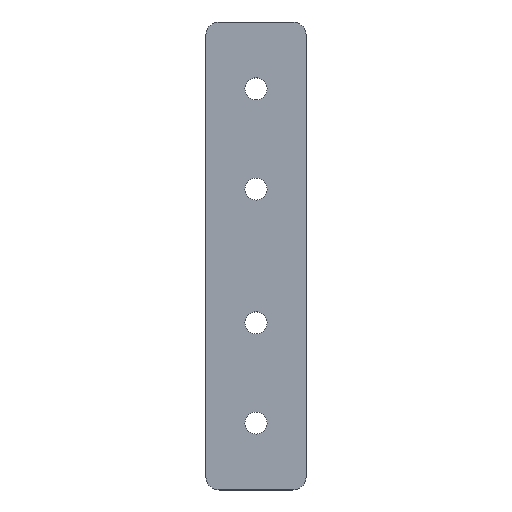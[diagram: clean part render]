
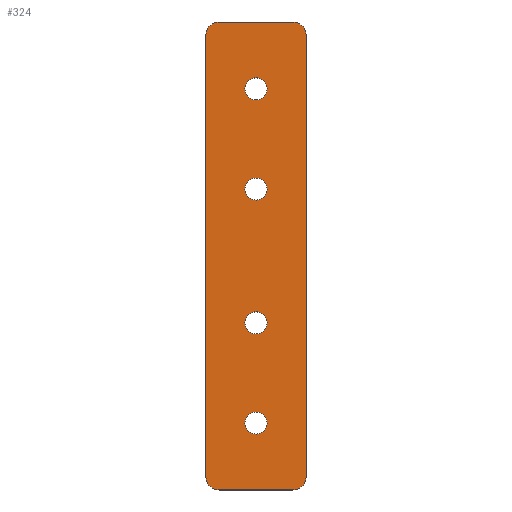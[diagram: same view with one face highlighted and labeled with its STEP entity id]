
A CAD part, top view. The second image highlights one B-rep face of the part: STEP entity #324.
In plain terms, the highlighted planar face has unit normal (0, 0, 1).
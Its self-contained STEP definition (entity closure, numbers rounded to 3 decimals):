
#1 = VERTEX_POINT ( 'NONE', #306 ) ;
#16 = CIRCLE ( 'NONE', #534, 2. ) ;
#36 = CARTESIAN_POINT ( 'NONE',  ( 5.5, -33., 2. ) ) ;
#38 = CARTESIAN_POINT ( 'NONE',  ( 1.65, -25., 2. ) ) ;
#44 = EDGE_CURVE ( 'NONE', #590, #455, #233, .T. ) ;
#47 = EDGE_CURVE ( 'NONE', #331, #283, #86, .T. ) ;
#54 = VERTEX_POINT ( 'NONE', #90 ) ;
#57 = AXIS2_PLACEMENT_3D ( 'NONE', #36, #151, #332 ) ;
#66 = ORIENTED_EDGE ( 'NONE', *, *, #693, .T. ) ;
#69 = LINE ( 'NONE', #294, #616 ) ;
#72 = CARTESIAN_POINT ( 'NONE',  ( -5.5, -33., 2. ) ) ;
#74 = ORIENTED_EDGE ( 'NONE', *, *, #263, .F. ) ;
#85 = DIRECTION ( 'NONE',  ( 0., 0., 1. ) ) ;
#86 = LINE ( 'NONE', #665, #341 ) ;
#87 = CARTESIAN_POINT ( 'NONE',  ( 0., -10., 2. ) ) ;
#90 = CARTESIAN_POINT ( 'NONE',  ( 5.5, -35., 2. ) ) ;
#95 = VERTEX_POINT ( 'NONE', #377 ) ;
#100 = AXIS2_PLACEMENT_3D ( 'NONE', #537, #367, #715 ) ;
#103 = DIRECTION ( 'NONE',  ( 1., 0., 0. ) ) ;
#106 = CARTESIAN_POINT ( 'NONE',  ( 0., -25., 2. ) ) ;
#107 = VERTEX_POINT ( 'NONE', #381 ) ;
#109 = CIRCLE ( 'NONE', #667, 1.65 ) ;
#110 = EDGE_CURVE ( 'NONE', #173, #107, #496, .T. ) ;
#114 = CARTESIAN_POINT ( 'NONE',  ( 0., -10., 2. ) ) ;
#119 = AXIS2_PLACEMENT_3D ( 'NONE', #87, #494, #672 ) ;
#129 = CARTESIAN_POINT ( 'NONE',  ( -7.5, -33., 2. ) ) ;
#145 = CARTESIAN_POINT ( 'NONE',  ( -5.5, 33., 2. ) ) ;
#148 = CIRCLE ( 'NONE', #57, 2. ) ;
#151 = DIRECTION ( 'NONE',  ( 0., 0., 1. ) ) ;
#152 = DIRECTION ( 'NONE',  ( 0., 0., 1. ) ) ;
#155 = EDGE_CURVE ( 'NONE', #54, #95, #148, .T. ) ;
#156 = AXIS2_PLACEMENT_3D ( 'NONE', #461, #178, #404 ) ;
#157 = VERTEX_POINT ( 'NONE', #453 ) ;
#161 = DIRECTION ( 'NONE',  ( 1., 0., 0. ) ) ;
#162 = EDGE_LOOP ( 'NONE', ( #74, #229 ) ) ;
#164 = DIRECTION ( 'NONE',  ( 1., 0., 0. ) ) ;
#165 = EDGE_LOOP ( 'NONE', ( #168, #653, #66, #292, #454, #181, #601, #695 ) ) ;
#168 = ORIENTED_EDGE ( 'NONE', *, *, #47, .T. ) ;
#173 = VERTEX_POINT ( 'NONE', #647 ) ;
#174 = ORIENTED_EDGE ( 'NONE', *, *, #110, .F. ) ;
#175 = AXIS2_PLACEMENT_3D ( 'NONE', #106, #439, #103 ) ;
#178 = DIRECTION ( 'NONE',  ( 0., 0., 1. ) ) ;
#181 = ORIENTED_EDGE ( 'NONE', *, *, #239, .T. ) ;
#209 = EDGE_CURVE ( 'NONE', #157, #343, #432, .T. ) ;
#211 = LINE ( 'NONE', #321, #280 ) ;
#214 = CARTESIAN_POINT ( 'NONE',  ( 0., 10., 2. ) ) ;
#217 = DIRECTION ( 'NONE',  ( 0., 0., 1. ) ) ;
#223 = AXIS2_PLACEMENT_3D ( 'NONE', #266, #217, #164 ) ;
#229 = ORIENTED_EDGE ( 'NONE', *, *, #540, .F. ) ;
#233 = CIRCLE ( 'NONE', #100, 1.65 ) ;
#238 = ORIENTED_EDGE ( 'NONE', *, *, #260, .F. ) ;
#239 = EDGE_CURVE ( 'NONE', #709, #719, #628, .T. ) ;
#242 = FACE_OUTER_BOUND ( 'NONE', #165, .T. ) ;
#250 = DIRECTION ( 'NONE',  ( 1., 0., 0. ) ) ;
#251 = CARTESIAN_POINT ( 'NONE',  ( 0., 0., 2. ) ) ;
#257 = CARTESIAN_POINT ( 'NONE',  ( -1.65, -25., 2. ) ) ;
#259 = DIRECTION ( 'NONE',  ( 0., 1., 0. ) ) ;
#260 = EDGE_CURVE ( 'NONE', #107, #173, #664, .T. ) ;
#263 = EDGE_CURVE ( 'NONE', #349, #358, #109, .T. ) ;
#266 = CARTESIAN_POINT ( 'NONE',  ( 0., 25., 2. ) ) ;
#268 = DIRECTION ( 'NONE',  ( 1., 0., 0. ) ) ;
#269 = ORIENTED_EDGE ( 'NONE', *, *, #430, .F. ) ;
#279 = EDGE_CURVE ( 'NONE', #283, #1, #16, .T. ) ;
#280 = VECTOR ( 'NONE', #259, 1000. ) ;
#283 = VERTEX_POINT ( 'NONE', #129 ) ;
#292 = ORIENTED_EDGE ( 'NONE', *, *, #155, .T. ) ;
#293 = CIRCLE ( 'NONE', #175, 1.65 ) ;
#294 = CARTESIAN_POINT ( 'NONE',  ( -7.5, -35., 2. ) ) ;
#297 = CARTESIAN_POINT ( 'NONE',  ( -1.65, -10., 2. ) ) ;
#306 = CARTESIAN_POINT ( 'NONE',  ( -5.5, -35., 2. ) ) ;
#313 = AXIS2_PLACEMENT_3D ( 'NONE', #145, #611, #363 ) ;
#321 = CARTESIAN_POINT ( 'NONE',  ( 7.5, -35., 2. ) ) ;
#324 = ADVANCED_FACE ( 'NONE', ( #542, #651, #524, #460, #242 ), #348, .F. ) ;
#329 = DIRECTION ( 'NONE',  ( 0., 0., 1. ) ) ;
#331 = VERTEX_POINT ( 'NONE', #468 ) ;
#332 = DIRECTION ( 'NONE',  ( -1., 0., 0. ) ) ;
#341 = VECTOR ( 'NONE', #606, 1000. ) ;
#343 = VERTEX_POINT ( 'NONE', #297 ) ;
#345 = CIRCLE ( 'NONE', #313, 2. ) ;
#348 = PLANE ( 'NONE',  #516 ) ;
#349 = VERTEX_POINT ( 'NONE', #662 ) ;
#350 = ORIENTED_EDGE ( 'NONE', *, *, #44, .F. ) ;
#355 = CARTESIAN_POINT ( 'NONE',  ( -5.5, 35., 2. ) ) ;
#358 = VERTEX_POINT ( 'NONE', #597 ) ;
#363 = DIRECTION ( 'NONE',  ( -1., 0., 0. ) ) ;
#366 = DIRECTION ( 'NONE',  ( 1., 0., 0. ) ) ;
#367 = DIRECTION ( 'NONE',  ( 0., 0., 1. ) ) ;
#377 = CARTESIAN_POINT ( 'NONE',  ( 7.5, -33., 2. ) ) ;
#381 = CARTESIAN_POINT ( 'NONE',  ( 1.65, 25., 2. ) ) ;
#384 = DIRECTION ( 'NONE',  ( 1., 0., 0. ) ) ;
#400 = AXIS2_PLACEMENT_3D ( 'NONE', #686, #152, #161 ) ;
#404 = DIRECTION ( 'NONE',  ( -1., 0., 0. ) ) ;
#407 = CARTESIAN_POINT ( 'NONE',  ( 7.5, 33., 2. ) ) ;
#417 = CIRCLE ( 'NONE', #627, 1.65 ) ;
#421 = DIRECTION ( 'NONE',  ( 0., 0., -1. ) ) ;
#422 = EDGE_CURVE ( 'NONE', #451, #331, #345, .T. ) ;
#429 = CARTESIAN_POINT ( 'NONE',  ( 5.5, 35., 2. ) ) ;
#430 = EDGE_CURVE ( 'NONE', #343, #157, #442, .T. ) ;
#432 = CIRCLE ( 'NONE', #450, 1.65 ) ;
#439 = DIRECTION ( 'NONE',  ( 0., 0., 1. ) ) ;
#442 = CIRCLE ( 'NONE', #119, 1.65 ) ;
#446 = CARTESIAN_POINT ( 'NONE',  ( 0., 10., 2. ) ) ;
#450 = AXIS2_PLACEMENT_3D ( 'NONE', #114, #578, #268 ) ;
#451 = VERTEX_POINT ( 'NONE', #355 ) ;
#453 = CARTESIAN_POINT ( 'NONE',  ( 1.65, -10., 2. ) ) ;
#454 = ORIENTED_EDGE ( 'NONE', *, *, #478, .T. ) ;
#455 = VERTEX_POINT ( 'NONE', #38 ) ;
#460 = FACE_BOUND ( 'NONE', #509, .T. ) ;
#461 = CARTESIAN_POINT ( 'NONE',  ( 5.5, 33., 2. ) ) ;
#468 = CARTESIAN_POINT ( 'NONE',  ( -7.5, 33., 2. ) ) ;
#472 = DIRECTION ( 'NONE',  ( -1., 0., 0. ) ) ;
#478 = EDGE_CURVE ( 'NONE', #95, #709, #211, .T. ) ;
#494 = DIRECTION ( 'NONE',  ( 0., 0., 1. ) ) ;
#496 = CIRCLE ( 'NONE', #400, 1.65 ) ;
#509 = EDGE_LOOP ( 'NONE', ( #238, #174 ) ) ;
#510 = EDGE_CURVE ( 'NONE', #455, #590, #293, .T. ) ;
#516 = AXIS2_PLACEMENT_3D ( 'NONE', #251, #421, #605 ) ;
#524 = FACE_BOUND ( 'NONE', #162, .T. ) ;
#527 = EDGE_LOOP ( 'NONE', ( #700, #350 ) ) ;
#534 = AXIS2_PLACEMENT_3D ( 'NONE', #72, #85, #609 ) ;
#537 = CARTESIAN_POINT ( 'NONE',  ( 0., -25., 2. ) ) ;
#540 = EDGE_CURVE ( 'NONE', #358, #349, #417, .T. ) ;
#542 = FACE_BOUND ( 'NONE', #527, .T. ) ;
#547 = DIRECTION ( 'NONE',  ( 0., 0., 1. ) ) ;
#578 = DIRECTION ( 'NONE',  ( 0., 0., 1. ) ) ;
#579 = ORIENTED_EDGE ( 'NONE', *, *, #209, .F. ) ;
#590 = VERTEX_POINT ( 'NONE', #257 ) ;
#597 = CARTESIAN_POINT ( 'NONE',  ( -1.65, 10., 2. ) ) ;
#600 = EDGE_LOOP ( 'NONE', ( #579, #269 ) ) ;
#601 = ORIENTED_EDGE ( 'NONE', *, *, #613, .T. ) ;
#605 = DIRECTION ( 'NONE',  ( -1., 0., 0. ) ) ;
#606 = DIRECTION ( 'NONE',  ( 0., -1., 0. ) ) ;
#609 = DIRECTION ( 'NONE',  ( -1., 0., 0. ) ) ;
#611 = DIRECTION ( 'NONE',  ( 0., 0., 1. ) ) ;
#613 = EDGE_CURVE ( 'NONE', #719, #451, #714, .T. ) ;
#616 = VECTOR ( 'NONE', #250, 1000. ) ;
#627 = AXIS2_PLACEMENT_3D ( 'NONE', #214, #329, #384 ) ;
#628 = CIRCLE ( 'NONE', #156, 2. ) ;
#647 = CARTESIAN_POINT ( 'NONE',  ( -1.65, 25., 2. ) ) ;
#651 = FACE_BOUND ( 'NONE', #600, .T. ) ;
#653 = ORIENTED_EDGE ( 'NONE', *, *, #279, .T. ) ;
#662 = CARTESIAN_POINT ( 'NONE',  ( 1.65, 10., 2. ) ) ;
#664 = CIRCLE ( 'NONE', #223, 1.65 ) ;
#665 = CARTESIAN_POINT ( 'NONE',  ( -7.5, -35., 2. ) ) ;
#667 = AXIS2_PLACEMENT_3D ( 'NONE', #446, #547, #366 ) ;
#672 = DIRECTION ( 'NONE',  ( 1., 0., 0. ) ) ;
#686 = CARTESIAN_POINT ( 'NONE',  ( 0., 25., 2. ) ) ;
#693 = EDGE_CURVE ( 'NONE', #1, #54, #69, .T. ) ;
#695 = ORIENTED_EDGE ( 'NONE', *, *, #422, .T. ) ;
#700 = ORIENTED_EDGE ( 'NONE', *, *, #510, .F. ) ;
#707 = VECTOR ( 'NONE', #472, 1000. ) ;
#709 = VERTEX_POINT ( 'NONE', #407 ) ;
#714 = LINE ( 'NONE', #730, #707 ) ;
#715 = DIRECTION ( 'NONE',  ( 1., 0., 0. ) ) ;
#719 = VERTEX_POINT ( 'NONE', #429 ) ;
#730 = CARTESIAN_POINT ( 'NONE',  ( -7.5, 35., 2. ) ) ;
